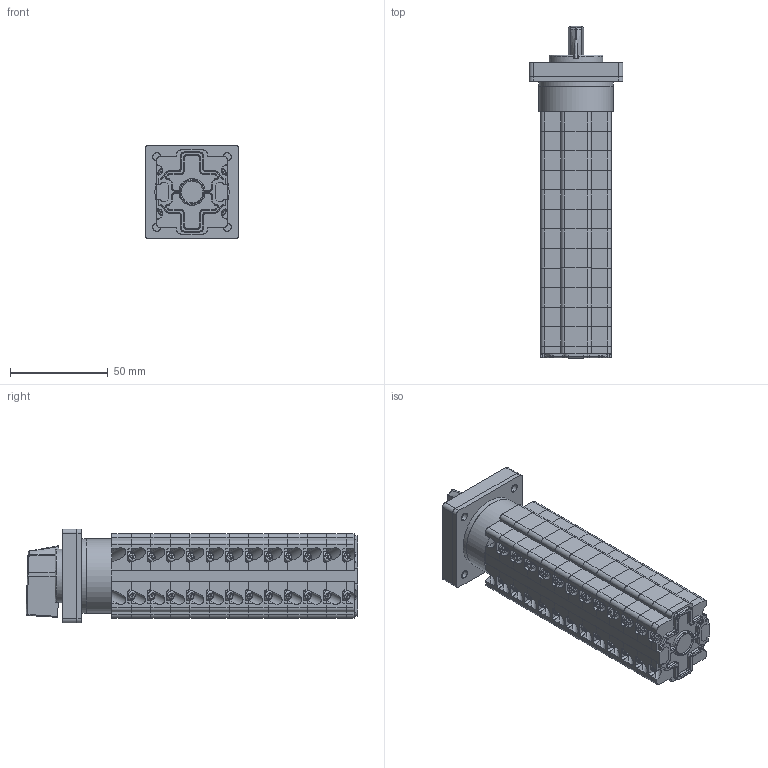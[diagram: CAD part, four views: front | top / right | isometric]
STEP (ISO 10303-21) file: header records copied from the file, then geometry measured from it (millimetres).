
FILE_DESCRIPTION(('TFLEX Exchange Step'),'2;1');
FILE_NAME('energoplast_4g20-12ke-u_3dmodel.stp', '2024-04-27T12:44:45+03:00',('nikolaeva'),('Unknown organisation'),'TFLEX Exchange 2019.0','T-FLEX CAD','Unknown authorisation');
FILE_SCHEMA( ('AUTOMOTIVE_DESIGN { 1 0 10303 214 1 1 1 1 }') );
Length unit declared in the file: millimetre
Products named in the file (1): BUFFER:0000000D9F1FC920 
Bounding box: 48 x 169.95 x 48 mm (x, y, z)
Volume: 210301.1 mm3; surface area: 92381.5 mm2
Topology: 21 solids, 21 shells, 2494 faces, 7604 edges, 5023 vertices
Faces by surface type: plane 1500, cylinder 572, cone 254, torus 153, bspline 13, sphere 2
Full cylindrical faces by diameter (mm): 2.5 x1, 3 x48, 4.5 x1, 10.5 x1, 27.6 x1, 38 x1
Entity records: 117447 total; most frequent: CARTESIAN_POINT 63323, ORIENTED_EDGE 15214, EDGE_CURVE 7607, B_SPLINE_CURVE_WITH_KNOTS 7582, VERTEX_POINT 5027, DIRECTION 4989, EDGE_LOOP 2596, FACE_BOUND 2596
